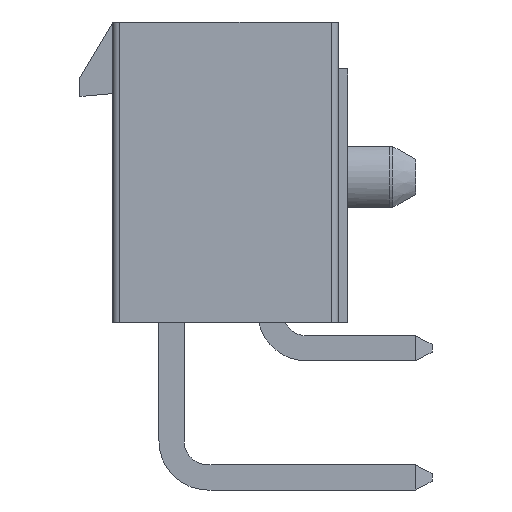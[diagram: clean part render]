
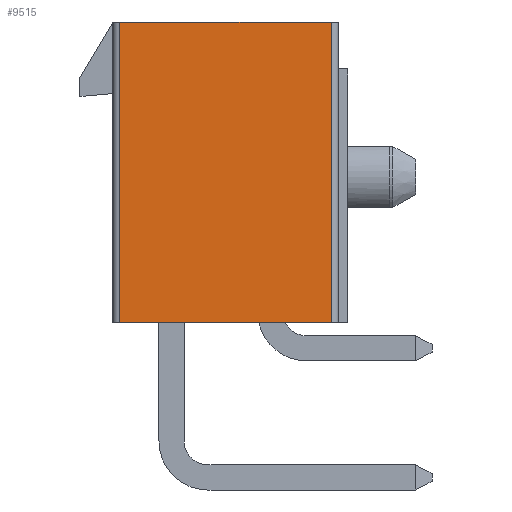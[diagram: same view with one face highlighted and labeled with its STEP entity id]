
A CAD part, left-side view. The second image highlights one B-rep face of the part: STEP entity #9515.
In plain terms, the highlighted planar face has unit normal (-1, 0, 0).
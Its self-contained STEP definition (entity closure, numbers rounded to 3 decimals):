
#26=DIRECTION('',(0.,1.,0.));
#27=VECTOR('',#26,9.);
#28=CARTESIAN_POINT('',(-25.8,0.7,0.));
#29=LINE('',#28,#27);
#551=DIRECTION('',(0.,0.,1.));
#552=VECTOR('',#551,12.8);
#553=CARTESIAN_POINT('',(-25.8,9.7,-12.8));
#554=LINE('',#553,#552);
#560=DIRECTION('',(0.,0.,1.));
#561=VECTOR('',#560,12.8);
#562=CARTESIAN_POINT('',(-25.8,0.7,-12.8));
#563=LINE('',#562,#561);
#1041=DIRECTION('',(0.,1.,0.));
#1042=VECTOR('',#1041,9.);
#1043=CARTESIAN_POINT('',(-25.8,0.7,-12.8));
#1044=LINE('',#1043,#1042);
#7125=CARTESIAN_POINT('',(-25.8,9.7,0.));
#7126=VERTEX_POINT('',#7125);
#7127=CARTESIAN_POINT('',(-25.8,9.7,-12.8));
#7128=VERTEX_POINT('',#7127);
#7129=CARTESIAN_POINT('',(-25.8,0.7,-12.8));
#7130=CARTESIAN_POINT('',(-25.8,0.7,0.));
#7131=VERTEX_POINT('',#7129);
#7132=VERTEX_POINT('',#7130);
#9502=CARTESIAN_POINT('',(-25.8,0.4,0.));
#9503=DIRECTION('',(-1.,0.,0.));
#9504=DIRECTION('',(0.,1.,0.));
#9505=AXIS2_PLACEMENT_3D('',#9502,#9503,#9504);
#9506=PLANE('',#9505);
#9507=ORIENTED_EDGE('',*,*,#9495,.T.);
#9508=ORIENTED_EDGE('',*,*,#9140,.F.);
#9510=ORIENTED_EDGE('',*,*,#9509,.F.);
#9512=ORIENTED_EDGE('',*,*,#9511,.T.);
#9513=EDGE_LOOP('',(#9507,#9508,#9510,#9512));
#9514=FACE_OUTER_BOUND('',#9513,.F.);
#9515=ADVANCED_FACE('',(#9514),#9506,.T.);
#9140=EDGE_CURVE('',#7132,#7126,#29,.T.);
#9495=EDGE_CURVE('',#7128,#7126,#554,.T.);
#9509=EDGE_CURVE('',#7131,#7132,#563,.T.);
#9511=EDGE_CURVE('',#7131,#7128,#1044,.T.);
